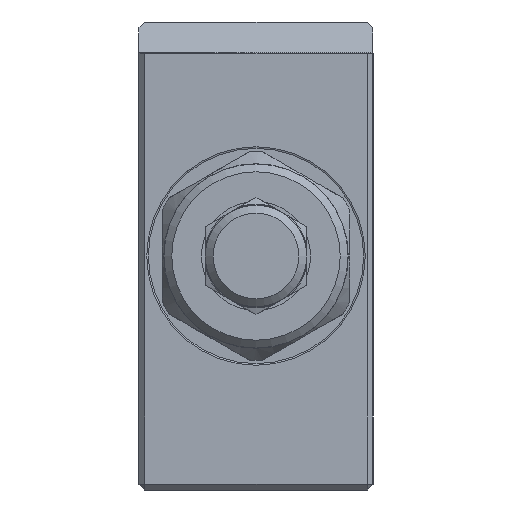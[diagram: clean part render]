
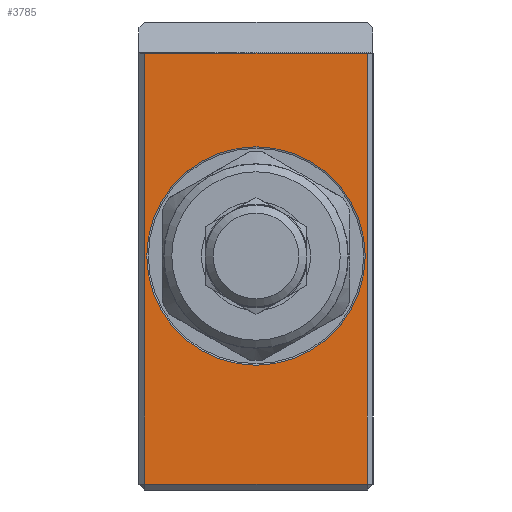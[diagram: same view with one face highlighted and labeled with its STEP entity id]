
A CAD part, left-side view. The second image highlights one B-rep face of the part: STEP entity #3785.
In plain terms, the highlighted planar face has unit normal (-1, 0, 0).
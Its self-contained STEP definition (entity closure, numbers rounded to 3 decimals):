
#268=LINE('',#7495,#372);
#269=LINE('',#7497,#373);
#270=LINE('',#7499,#374);
#271=LINE('',#7501,#375);
#372=VECTOR('',#4534,1000.);
#373=VECTOR('',#4535,1000.);
#374=VECTOR('',#4536,1000.);
#375=VECTOR('',#4537,1000.);
#456=PLANE('',#4027);
#968=ORIENTED_EDGE('',*,*,#1444,.T.);
#969=ORIENTED_EDGE('',*,*,#1445,.F.);
#970=ORIENTED_EDGE('',*,*,#1446,.T.);
#971=ORIENTED_EDGE('',*,*,#1447,.T.);
#972=ORIENTED_EDGE('',*,*,#1448,.T.);
#1444=EDGE_CURVE('',#1700,#1702,#268,.T.);
#1445=EDGE_CURVE('',#1703,#1702,#269,.T.);
#1446=EDGE_CURVE('',#1703,#1704,#270,.T.);
#1447=EDGE_CURVE('',#1704,#1700,#271,.T.);
#1448=EDGE_CURVE('',#1705,#1705,#1853,.T.);
#1700=VERTEX_POINT('',#7490);
#1702=VERTEX_POINT('',#7496);
#1703=VERTEX_POINT('',#7498);
#1704=VERTEX_POINT('',#7500);
#1705=VERTEX_POINT('',#7503);
#1853=CIRCLE('',#4028,14.);
#2030=EDGE_LOOP('',(#968,#969,#970,#971));
#2031=EDGE_LOOP('',(#972));
#2272=FACE_BOUND('',#2030,.T.);
#2273=FACE_BOUND('',#2031,.T.);
#3785=ADVANCED_FACE('',(#2272,#2273),#456,.F.);
#4027=AXIS2_PLACEMENT_3D('',#7494,#4532,#4533);
#4028=AXIS2_PLACEMENT_3D('',#7502,#4538,#4539);
#4532=DIRECTION('',(1.,0.,0.));
#4533=DIRECTION('',(0.,0.,-1.));
#4534=DIRECTION('',(0.,0.,1.));
#4535=DIRECTION('',(0.,-1.,0.));
#4536=DIRECTION('',(0.,0.,-1.));
#4537=DIRECTION('',(0.,-1.,0.));
#4538=DIRECTION('',(1.,0.,0.));
#4539=DIRECTION('',(0.,0.,1.));
#7490=CARTESIAN_POINT('',(-75.5,-14.25,-29.25));
#7494=CARTESIAN_POINT('',(-75.5,-15.,30.));
#7495=CARTESIAN_POINT('',(-75.5,-14.25,30.));
#7496=CARTESIAN_POINT('',(-75.5,-14.25,26.));
#7497=CARTESIAN_POINT('',(-75.5,150.23,26.));
#7498=CARTESIAN_POINT('',(-75.5,14.25,26.));
#7499=CARTESIAN_POINT('',(-75.5,14.25,30.));
#7500=CARTESIAN_POINT('',(-75.5,14.25,-29.25));
#7501=CARTESIAN_POINT('',(-75.5,-15.,-29.25));
#7502=CARTESIAN_POINT('',(-75.5,0.,0.));
#7503=CARTESIAN_POINT('',(-75.5,0.,14.));
